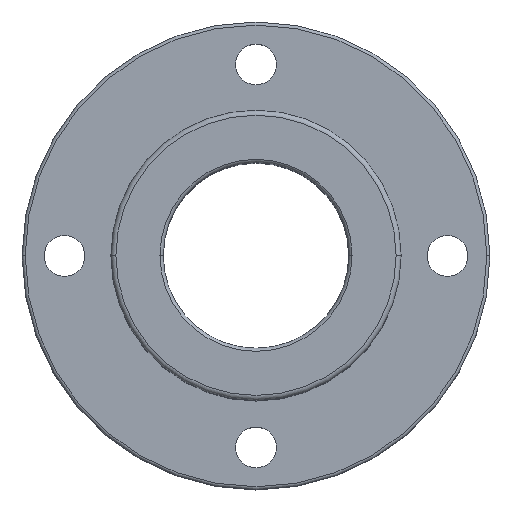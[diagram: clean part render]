
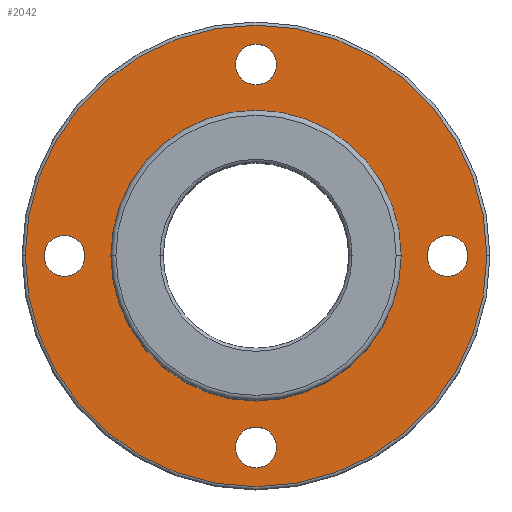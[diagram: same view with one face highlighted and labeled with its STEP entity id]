
A CAD part, top view. The second image highlights one B-rep face of the part: STEP entity #2042.
In plain terms, the highlighted planar face has unit normal (0, 0, 1).
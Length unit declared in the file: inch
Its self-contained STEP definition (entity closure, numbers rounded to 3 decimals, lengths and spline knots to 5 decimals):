
#34 = ORIENTED_EDGE ( 'NONE', *, *, #571, .T. ) ;
#40 = VERTEX_POINT ( 'NONE', #602 ) ;
#90 = DIRECTION ( 'NONE',  ( 1., 0., 0. ) ) ;
#101 = AXIS2_PLACEMENT_3D ( 'NONE', #1026, #219, #442 ) ;
#128 = DIRECTION ( 'NONE',  ( 0., 0., -1. ) ) ;
#161 = CARTESIAN_POINT ( 'NONE',  ( 1.22045, 0., 0.546 ) ) ;
#171 = AXIS2_PLACEMENT_3D ( 'NONE', #161, #128, #2415 ) ;
#193 = DIRECTION ( 'NONE',  ( 1., 0., 0. ) ) ;
#197 = VERTEX_POINT ( 'NONE', #2333 ) ;
#209 = AXIS2_PLACEMENT_3D ( 'NONE', #1547, #430, #1209 ) ;
#219 = DIRECTION ( 'NONE',  ( 0., 0., -1. ) ) ;
#241 = DIRECTION ( 'NONE',  ( -1., 0., 0. ) ) ;
#251 = AXIS2_PLACEMENT_3D ( 'NONE', #2313, #403, #632 ) ;
#256 = CARTESIAN_POINT ( 'NONE',  ( 0., 0., 0.546 ) ) ;
#400 = VERTEX_POINT ( 'NONE', #2049 ) ;
#403 = DIRECTION ( 'NONE',  ( 0., 0., -1. ) ) ;
#422 = ORIENTED_EDGE ( 'NONE', *, *, #1060, .F. ) ;
#430 = DIRECTION ( 'NONE',  ( 0., 0., -1. ) ) ;
#442 = DIRECTION ( 'NONE',  ( -1., 0., 0. ) ) ;
#460 = CIRCLE ( 'NONE', #251, 0.1299 ) ;
#507 = AXIS2_PLACEMENT_3D ( 'NONE', #963, #2316, #1548 ) ;
#520 = EDGE_LOOP ( 'NONE', ( #864, #1166 ) ) ;
#541 = CARTESIAN_POINT ( 'NONE',  ( -1.22045, 0., 0.546 ) ) ;
#571 = EDGE_CURVE ( 'NONE', #1925, #1769, #1250, .T. ) ;
#582 = CIRCLE ( 'NONE', #2151, 0.92495 ) ;
#602 = CARTESIAN_POINT ( 'NONE',  ( -0.1299, -1.22045, 0.546 ) ) ;
#608 = EDGE_CURVE ( 'NONE', #1007, #1965, #2387, .T. ) ;
#632 = DIRECTION ( 'NONE',  ( 1., 0., 0. ) ) ;
#640 = EDGE_CURVE ( 'NONE', #1769, #1925, #2019, .T. ) ;
#653 = CARTESIAN_POINT ( 'NONE',  ( 0., 0., 0.546 ) ) ;
#762 = EDGE_LOOP ( 'NONE', ( #422, #1199 ) ) ;
#820 = EDGE_LOOP ( 'NONE', ( #1554, #1995 ) ) ;
#856 = EDGE_CURVE ( 'NONE', #197, #1393, #582, .T. ) ;
#864 = ORIENTED_EDGE ( 'NONE', *, *, #1950, .T. ) ;
#877 = AXIS2_PLACEMENT_3D ( 'NONE', #2220, #1246, #2030 ) ;
#880 = EDGE_CURVE ( 'NONE', #969, #40, #460, .T. ) ;
#884 = ORIENTED_EDGE ( 'NONE', *, *, #640, .T. ) ;
#947 = CIRCLE ( 'NONE', #1253, 0.92495 ) ;
#948 = EDGE_CURVE ( 'NONE', #40, #969, #2350, .T. ) ;
#959 = CARTESIAN_POINT ( 'NONE',  ( 0., 0., 0.546 ) ) ;
#963 = CARTESIAN_POINT ( 'NONE',  ( 0., 0., 0.546 ) ) ;
#969 = VERTEX_POINT ( 'NONE', #1586 ) ;
#976 = CARTESIAN_POINT ( 'NONE',  ( 1.22045, 0.1299, 0.546 ) ) ;
#993 = ORIENTED_EDGE ( 'NONE', *, *, #608, .T. ) ;
#1007 = VERTEX_POINT ( 'NONE', #1214 ) ;
#1026 = CARTESIAN_POINT ( 'NONE',  ( 0., 1.22045, 0.546 ) ) ;
#1041 = DIRECTION ( 'NONE',  ( 0., 0., -1. ) ) ;
#1060 = EDGE_CURVE ( 'NONE', #1393, #197, #947, .T. ) ;
#1065 = CARTESIAN_POINT ( 'NONE',  ( 0.1299, 1.22045, 0.546 ) ) ;
#1091 = EDGE_CURVE ( 'NONE', #1965, #1007, #1444, .T. ) ;
#1118 = AXIS2_PLACEMENT_3D ( 'NONE', #541, #1299, #2457 ) ;
#1166 = ORIENTED_EDGE ( 'NONE', *, *, #2373, .T. ) ;
#1167 = CARTESIAN_POINT ( 'NONE',  ( 1.47106, 0., 0.546 ) ) ;
#1174 = FACE_BOUND ( 'NONE', #1309, .T. ) ;
#1182 = DIRECTION ( 'NONE',  ( 0., 1., 0. ) ) ;
#1187 = EDGE_LOOP ( 'NONE', ( #2142, #1618 ) ) ;
#1199 = ORIENTED_EDGE ( 'NONE', *, *, #856, .F. ) ;
#1209 = DIRECTION ( 'NONE',  ( -1., 0., 0. ) ) ;
#1210 = PLANE ( 'NONE',  #1488 ) ;
#1214 = CARTESIAN_POINT ( 'NONE',  ( 1.22045, -0.1299, 0.546 ) ) ;
#1246 = DIRECTION ( 'NONE',  ( 0., 0., -1. ) ) ;
#1250 = CIRCLE ( 'NONE', #209, 0.1299 ) ;
#1253 = AXIS2_PLACEMENT_3D ( 'NONE', #653, #2196, #2448 ) ;
#1254 = EDGE_CURVE ( 'NONE', #1551, #1600, #1537, .T. ) ;
#1268 = CARTESIAN_POINT ( 'NONE',  ( 0.92495, 0., 0.546 ) ) ;
#1299 = DIRECTION ( 'NONE',  ( 0., 0., -1. ) ) ;
#1309 = EDGE_LOOP ( 'NONE', ( #884, #34 ) ) ;
#1324 = DIRECTION ( 'NONE',  ( 0., 0., 1. ) ) ;
#1378 = CIRCLE ( 'NONE', #2424, 1.47106 ) ;
#1385 = DIRECTION ( 'NONE',  ( 0., 0., -1. ) ) ;
#1386 = FACE_BOUND ( 'NONE', #762, .T. ) ;
#1393 = VERTEX_POINT ( 'NONE', #1268 ) ;
#1444 = CIRCLE ( 'NONE', #171, 0.1299 ) ;
#1451 = EDGE_CURVE ( 'NONE', #1600, #1551, #1933, .T. ) ;
#1488 = AXIS2_PLACEMENT_3D ( 'NONE', #256, #1964, #241 ) ;
#1537 = CIRCLE ( 'NONE', #1118, 0.1299 ) ;
#1547 = CARTESIAN_POINT ( 'NONE',  ( 0., 1.22045, 0.546 ) ) ;
#1548 = DIRECTION ( 'NONE',  ( 1., 0., 0. ) ) ;
#1551 = VERTEX_POINT ( 'NONE', #1890 ) ;
#1552 = ORIENTED_EDGE ( 'NONE', *, *, #1091, .T. ) ;
#1554 = ORIENTED_EDGE ( 'NONE', *, *, #880, .T. ) ;
#1566 = FACE_OUTER_BOUND ( 'NONE', #520, .T. ) ;
#1586 = CARTESIAN_POINT ( 'NONE',  ( 0.1299, -1.22045, 0.546 ) ) ;
#1600 = VERTEX_POINT ( 'NONE', #2331 ) ;
#1618 = ORIENTED_EDGE ( 'NONE', *, *, #1451, .T. ) ;
#1639 = CARTESIAN_POINT ( 'NONE',  ( 0., -1.22045, 0.546 ) ) ;
#1697 = DIRECTION ( 'NONE',  ( 0., 0., 1. ) ) ;
#1733 = DIRECTION ( 'NONE',  ( 1., 0., 0. ) ) ;
#1769 = VERTEX_POINT ( 'NONE', #1967 ) ;
#1823 = AXIS2_PLACEMENT_3D ( 'NONE', #1639, #1041, #90 ) ;
#1890 = CARTESIAN_POINT ( 'NONE',  ( -1.22045, -0.1299, 0.546 ) ) ;
#1914 = CARTESIAN_POINT ( 'NONE',  ( 0., 0., 0.546 ) ) ;
#1925 = VERTEX_POINT ( 'NONE', #1065 ) ;
#1933 = CIRCLE ( 'NONE', #877, 0.1299 ) ;
#1939 = CARTESIAN_POINT ( 'NONE',  ( 1.22045, 0., 0.546 ) ) ;
#1940 = VERTEX_POINT ( 'NONE', #1167 ) ;
#1944 = FACE_BOUND ( 'NONE', #2147, .T. ) ;
#1950 = EDGE_CURVE ( 'NONE', #1940, #400, #1378, .T. ) ;
#1964 = DIRECTION ( 'NONE',  ( 0., 0., -1. ) ) ;
#1965 = VERTEX_POINT ( 'NONE', #976 ) ;
#1967 = CARTESIAN_POINT ( 'NONE',  ( -0.1299, 1.22045, 0.546 ) ) ;
#1977 = FACE_BOUND ( 'NONE', #820, .T. ) ;
#1995 = ORIENTED_EDGE ( 'NONE', *, *, #948, .T. ) ;
#2019 = CIRCLE ( 'NONE', #101, 0.1299 ) ;
#2030 = DIRECTION ( 'NONE',  ( 0., -1., 0. ) ) ;
#2042 = ADVANCED_FACE ( 'NONE', ( #1944, #1977, #2319, #1174, #1566, #1386 ), #1210, .F. ) ;
#2049 = CARTESIAN_POINT ( 'NONE',  ( -1.47107, 0., 0.546 ) ) ;
#2142 = ORIENTED_EDGE ( 'NONE', *, *, #1254, .T. ) ;
#2147 = EDGE_LOOP ( 'NONE', ( #1552, #993 ) ) ;
#2151 = AXIS2_PLACEMENT_3D ( 'NONE', #959, #1324, #1733 ) ;
#2183 = AXIS2_PLACEMENT_3D ( 'NONE', #1939, #1385, #1182 ) ;
#2196 = DIRECTION ( 'NONE',  ( 0., 0., 1. ) ) ;
#2220 = CARTESIAN_POINT ( 'NONE',  ( -1.22045, 0., 0.546 ) ) ;
#2313 = CARTESIAN_POINT ( 'NONE',  ( 0., -1.22045, 0.546 ) ) ;
#2316 = DIRECTION ( 'NONE',  ( 0., 0., 1. ) ) ;
#2319 = FACE_BOUND ( 'NONE', #1187, .T. ) ;
#2331 = CARTESIAN_POINT ( 'NONE',  ( -1.22045, 0.1299, 0.546 ) ) ;
#2333 = CARTESIAN_POINT ( 'NONE',  ( -0.92495, 0., 0.546 ) ) ;
#2350 = CIRCLE ( 'NONE', #1823, 0.1299 ) ;
#2360 = CIRCLE ( 'NONE', #507, 1.47106 ) ;
#2373 = EDGE_CURVE ( 'NONE', #400, #1940, #2360, .T. ) ;
#2387 = CIRCLE ( 'NONE', #2183, 0.1299 ) ;
#2415 = DIRECTION ( 'NONE',  ( 0., 1., 0. ) ) ;
#2424 = AXIS2_PLACEMENT_3D ( 'NONE', #1914, #1697, #193 ) ;
#2448 = DIRECTION ( 'NONE',  ( 1., 0., 0. ) ) ;
#2457 = DIRECTION ( 'NONE',  ( 0., -1., 0. ) ) ;
